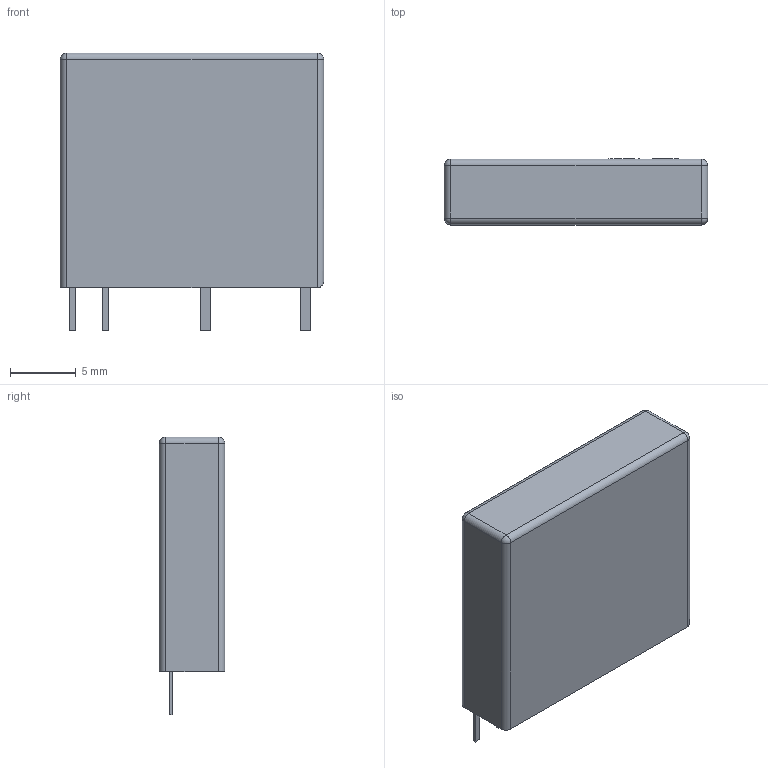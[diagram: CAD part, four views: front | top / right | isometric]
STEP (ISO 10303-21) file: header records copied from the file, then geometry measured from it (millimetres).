
FILE_DESCRIPTION (( 'STEP AP214' ), '1' );
FILE_NAME ('RELAY-TH_NYXXW-K.step', '2022-07-09T13:48:57', ( '' ), ( '' ), 'SwSTEP 2.0', 'SolidWorks 2020', '' );
FILE_SCHEMA (( 'AUTOMOTIVE_DESIGN' ));
Length unit declared in the file: millimetre
Products named in the file (1): RELAY-TH_NYXXW-K
Bounding box: 20.1 x 5.01 x 21.2 mm (x, y, z)
Volume: 1759.9 mm3; surface area: 1117.9 mm2
Topology: 5 solids, 5 shells, 331 faces, 875 edges, 576 vertices
Faces by surface type: plane 206, bspline 112, cylinder 9, sphere 4
Entity records: 14385 total; most frequent: CARTESIAN_POINT 3889, ORIENTED_EDGE 1742, DIRECTION 1097, EDGE_CURVE 871, VECTOR 625, LINE 625, VERTEX_POINT 576, EDGE_LOOP 357
